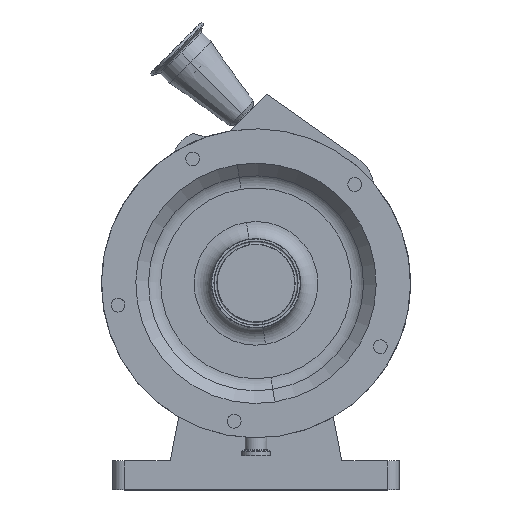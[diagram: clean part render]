
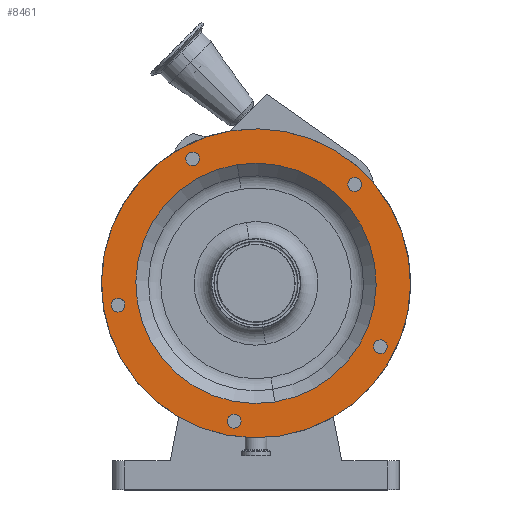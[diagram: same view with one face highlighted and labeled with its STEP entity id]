
A CAD part, top view. The second image highlights one B-rep face of the part: STEP entity #8461.
In plain terms, the highlighted planar face has unit normal (0, 0, 1).
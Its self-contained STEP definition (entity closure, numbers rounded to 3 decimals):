
#1184 = CARTESIAN_POINT ( 'NONE',  ( -50.041, 111.427, 200. ) ) ;
#1240 = CIRCLE ( 'NONE', #1283, 6. ) ;
#1247 = CARTESIAN_POINT ( 'NONE',  ( -13.159, -121.437, 200. ) ) ;
#1253 = CARTESIAN_POINT ( 'NONE',  ( 111.427, -50.041, 200. ) ) ;
#1254 = CARTESIAN_POINT ( 'NONE',  ( -25.011, -119.559, 200. ) ) ;
#1267 = AXIS2_PLACEMENT_3D ( 'NONE', #1274, #1270, #1315 ) ;
#1268 = DIRECTION ( 'NONE',  ( 0.707, -0.707, 0. ) ) ;
#1269 = DIRECTION ( 'NONE',  ( 0., 0., 1. ) ) ;
#1270 = DIRECTION ( 'NONE',  ( 0., 0., 1. ) ) ;
#1273 = CARTESIAN_POINT ( 'NONE',  ( 86.267, 86.267, 200. ) ) ;
#1274 = CARTESIAN_POINT ( 'NONE',  ( 108.703, -55.387, 200. ) ) ;
#1275 = AXIS2_PLACEMENT_3D ( 'NONE', #1302, #1301, #1300 ) ;
#1283 = AXIS2_PLACEMENT_3D ( 'NONE', #1273, #1269, #1268 ) ;
#1285 = CIRCLE ( 'NONE', #1267, 6. ) ;
#1292 = DIRECTION ( 'NONE',  ( 0.891, 0.454, 0. ) ) ;
#1293 = DIRECTION ( 'NONE',  ( 0., 0., 1. ) ) ;
#1294 = CARTESIAN_POINT ( 'NONE',  ( -55.387, 108.703, 200. ) ) ;
#1295 = CIRCLE ( 'NONE', #1305, 6. ) ;
#1300 = DIRECTION ( 'NONE',  ( -0.988, 0.156, 0. ) ) ;
#1301 = DIRECTION ( 'NONE',  ( 0., 0., 1. ) ) ;
#1302 = CARTESIAN_POINT ( 'NONE',  ( -19.085, -120.498, 200. ) ) ;
#1305 = AXIS2_PLACEMENT_3D ( 'NONE', #1294, #1293, #1292 ) ;
#1311 = CIRCLE ( 'NONE', #1275, 6. ) ;
#1315 = DIRECTION ( 'NONE',  ( -0.454, -0.891, 0. ) ) ;
#1316 = CARTESIAN_POINT ( 'NONE',  ( 82.024, 90.51, 200. ) ) ;
#3005 = CARTESIAN_POINT ( 'NONE',  ( 105.979, -60.733, 200. ) ) ;
#3208 = CARTESIAN_POINT ( 'NONE',  ( -60.733, 105.979, 200. ) ) ;
#3238 = DIRECTION ( 'NONE',  ( -0.156, 0.988, 0. ) ) ;
#3240 = DIRECTION ( 'NONE',  ( 0., 0., 1. ) ) ;
#3282 = DIRECTION ( 'NONE',  ( -0.156, 0.988, 0. ) ) ;
#3283 = DIRECTION ( 'NONE',  ( 0., 0., 1. ) ) ;
#3284 = AXIS2_PLACEMENT_3D ( 'NONE', #3286, #3283, #3282 ) ;
#3285 = CIRCLE ( 'NONE', #3284, 135. ) ;
#3286 = CARTESIAN_POINT ( 'NONE',  ( 0., 0., 200. ) ) ;
#3288 = CARTESIAN_POINT ( 'NONE',  ( 21.119, -133.338, 200. ) ) ;
#3305 = CARTESIAN_POINT ( 'NONE',  ( -21.119, 133.338, 200. ) ) ;
#3328 = CARTESIAN_POINT ( 'NONE',  ( 90.51, 82.024, 200. ) ) ;
#3358 = AXIS2_PLACEMENT_3D ( 'NONE', #3364, #3240, #3238 ) ;
#3362 = CIRCLE ( 'NONE', #3358, 6. ) ;
#3364 = CARTESIAN_POINT ( 'NONE',  ( -120.498, -19.085, 200. ) ) ;
#3391 = CARTESIAN_POINT ( 'NONE',  ( -119.559, -25.011, 200. ) ) ;
#3416 = CARTESIAN_POINT ( 'NONE',  ( -121.437, -13.159, 200. ) ) ;
#3427 = CARTESIAN_POINT ( 'NONE',  ( -16.426, 103.707, 200. ) ) ;
#3443 = AXIS2_PLACEMENT_3D ( 'NONE', #3458, #3460, #3453 ) ;
#3447 = CARTESIAN_POINT ( 'NONE',  ( 16.426, -103.707, 200. ) ) ;
#3453 = DIRECTION ( 'NONE',  ( -0.156, 0.988, 0. ) ) ;
#3455 = CIRCLE ( 'NONE', #3443, 105. ) ;
#3458 = CARTESIAN_POINT ( 'NONE',  ( 0., 0., 200. ) ) ;
#3460 = DIRECTION ( 'NONE',  ( 0., 0., 1. ) ) ;
#4036 = CIRCLE ( 'NONE', #4051, 6. ) ;
#4051 = AXIS2_PLACEMENT_3D ( 'NONE', #4058, #4198, #4197 ) ;
#4058 = CARTESIAN_POINT ( 'NONE',  ( -19.085, -120.498, 200. ) ) ;
#4197 = DIRECTION ( 'NONE',  ( -0.988, 0.156, 0. ) ) ;
#4198 = DIRECTION ( 'NONE',  ( 0., 0., 1. ) ) ;
#4293 = FACE_BOUND ( 'NONE', #8268, .T. ) ;
#4375 = FACE_BOUND ( 'NONE', #8483, .T. ) ;
#4398 = CIRCLE ( 'NONE', #4436, 105. ) ;
#4405 = DIRECTION ( 'NONE',  ( 0., 0., 1. ) ) ;
#4412 = CIRCLE ( 'NONE', #4419, 6. ) ;
#4418 = CARTESIAN_POINT ( 'NONE',  ( -55.387, 108.703, 200. ) ) ;
#4419 = AXIS2_PLACEMENT_3D ( 'NONE', #4418, #4427, #4426 ) ;
#4422 = DIRECTION ( 'NONE',  ( -0.156, 0.988, 0. ) ) ;
#4423 = DIRECTION ( 'NONE',  ( 0., 0., 1. ) ) ;
#4424 = CARTESIAN_POINT ( 'NONE',  ( -120.498, -19.085, 200. ) ) ;
#4426 = DIRECTION ( 'NONE',  ( 0.891, 0.454, 0. ) ) ;
#4427 = DIRECTION ( 'NONE',  ( 0., 0., 1. ) ) ;
#4431 = DIRECTION ( 'NONE',  ( -0.156, 0.988, 0. ) ) ;
#4433 = CARTESIAN_POINT ( 'NONE',  ( 0., 0., 200. ) ) ;
#4436 = AXIS2_PLACEMENT_3D ( 'NONE', #4433, #4405, #4431 ) ;
#4437 = FACE_BOUND ( 'NONE', #8477, .T. ) ;
#4442 = CIRCLE ( 'NONE', #4451, 6. ) ;
#4446 = FACE_OUTER_BOUND ( 'NONE', #8263, .T. ) ;
#4448 = FACE_BOUND ( 'NONE', #8241, .T. ) ;
#4451 = AXIS2_PLACEMENT_3D ( 'NONE', #4424, #4423, #4422 ) ;
#4499 = FACE_BOUND ( 'NONE', #8446, .T. ) ;
#4531 = FACE_BOUND ( 'NONE', #8255, .T. ) ;
#4544 = DIRECTION ( 'NONE',  ( 0.156, -0.988, 0. ) ) ;
#4570 = PLANE ( 'NONE',  #4581 ) ;
#4578 = DIRECTION ( 'NONE',  ( 0., 0., -1. ) ) ;
#4580 = CARTESIAN_POINT ( 'NONE',  ( -38.52, -6.101, 200. ) ) ;
#4581 = AXIS2_PLACEMENT_3D ( 'NONE', #4580, #4578, #4544 ) ;
#4584 = AXIS2_PLACEMENT_3D ( 'NONE', #4616, #4600, #4597 ) ;
#4589 = DIRECTION ( 'NONE',  ( -0.454, -0.891, 0. ) ) ;
#4590 = DIRECTION ( 'NONE',  ( 0., 0., 1. ) ) ;
#4597 = DIRECTION ( 'NONE',  ( 0.707, -0.707, 0. ) ) ;
#4600 = DIRECTION ( 'NONE',  ( 0., 0., 1. ) ) ;
#4604 = AXIS2_PLACEMENT_3D ( 'NONE', #4619, #4618, #4617 ) ;
#4616 = CARTESIAN_POINT ( 'NONE',  ( 86.267, 86.267, 200. ) ) ;
#4617 = DIRECTION ( 'NONE',  ( -0.156, 0.988, 0. ) ) ;
#4618 = DIRECTION ( 'NONE',  ( 0., 0., 1. ) ) ;
#4619 = CARTESIAN_POINT ( 'NONE',  ( 0., 0., 200. ) ) ;
#4621 = CIRCLE ( 'NONE', #4635, 6. ) ;
#4631 = CIRCLE ( 'NONE', #4584, 6. ) ;
#4633 = CIRCLE ( 'NONE', #4604, 135. ) ;
#4634 = CARTESIAN_POINT ( 'NONE',  ( 108.703, -55.387, 200. ) ) ;
#4635 = AXIS2_PLACEMENT_3D ( 'NONE', #4634, #4590, #4589 ) ;
#8241 = EDGE_LOOP ( 'NONE', ( #8494, #8513 ) ) ;
#8252 = ORIENTED_EDGE ( 'NONE', *, *, #8665, .F. ) ;
#8255 = EDGE_LOOP ( 'NONE', ( #8445, #8252 ) ) ;
#8256 = ORIENTED_EDGE ( 'NONE', *, *, #8731, .F. ) ;
#8263 = EDGE_LOOP ( 'NONE', ( #8487, #8486 ) ) ;
#8268 = EDGE_LOOP ( 'NONE', ( #8481, #8489 ) ) ;
#8426 = EDGE_CURVE ( 'NONE', #8623, #8713, #4412, .T. ) ;
#8429 = EDGE_CURVE ( 'NONE', #8780, #8776, #4398, .T. ) ;
#8430 = EDGE_CURVE ( 'NONE', #8761, #8766, #4442, .T. ) ;
#8445 = ORIENTED_EDGE ( 'NONE', *, *, #8467, .F. ) ;
#8446 = EDGE_LOOP ( 'NONE', ( #8482, #8484 ) ) ;
#8459 = EDGE_CURVE ( 'NONE', #8650, #8655, #4036, .T. ) ;
#8461 = ADVANCED_FACE ( 'NONE', ( #4499, #4531, #4293, #4375, #4437, #4446, #4448 ), #4570, .F. ) ;
#8467 = EDGE_CURVE ( 'NONE', #8719, #8669, #4631, .T. ) ;
#8476 = EDGE_CURVE ( 'NONE', #8702, #8652, #4621, .T. ) ;
#8477 = EDGE_LOOP ( 'NONE', ( #8479, #8256 ) ) ;
#8478 = ORIENTED_EDGE ( 'NONE', *, *, #8677, .F. ) ;
#8479 = ORIENTED_EDGE ( 'NONE', *, *, #8430, .F. ) ;
#8480 = ORIENTED_EDGE ( 'NONE', *, *, #8459, .F. ) ;
#8481 = ORIENTED_EDGE ( 'NONE', *, *, #8476, .F. ) ;
#8482 = ORIENTED_EDGE ( 'NONE', *, *, #8426, .F. ) ;
#8483 = EDGE_LOOP ( 'NONE', ( #8480, #8478 ) ) ;
#8484 = ORIENTED_EDGE ( 'NONE', *, *, #8686, .F. ) ;
#8485 = EDGE_CURVE ( 'NONE', #8556, #8569, #4633, .T. ) ;
#8486 = ORIENTED_EDGE ( 'NONE', *, *, #8485, .T. ) ;
#8487 = ORIENTED_EDGE ( 'NONE', *, *, #8548, .T. ) ;
#8489 = ORIENTED_EDGE ( 'NONE', *, *, #8666, .F. ) ;
#8494 = ORIENTED_EDGE ( 'NONE', *, *, #8429, .F. ) ;
#8513 = ORIENTED_EDGE ( 'NONE', *, *, #8775, .F. ) ;
#8548 = EDGE_CURVE ( 'NONE', #8569, #8556, #3285, .T. ) ;
#8556 = VERTEX_POINT ( 'NONE', #3288 ) ;
#8569 = VERTEX_POINT ( 'NONE', #3305 ) ;
#8623 = VERTEX_POINT ( 'NONE', #1184 ) ;
#8650 = VERTEX_POINT ( 'NONE', #1254 ) ;
#8652 = VERTEX_POINT ( 'NONE', #1253 ) ;
#8655 = VERTEX_POINT ( 'NONE', #1247 ) ;
#8665 = EDGE_CURVE ( 'NONE', #8669, #8719, #1240, .T. ) ;
#8666 = EDGE_CURVE ( 'NONE', #8652, #8702, #1285, .T. ) ;
#8669 = VERTEX_POINT ( 'NONE', #1316 ) ;
#8677 = EDGE_CURVE ( 'NONE', #8655, #8650, #1311, .T. ) ;
#8686 = EDGE_CURVE ( 'NONE', #8713, #8623, #1295, .T. ) ;
#8702 = VERTEX_POINT ( 'NONE', #3005 ) ;
#8713 = VERTEX_POINT ( 'NONE', #3208 ) ;
#8719 = VERTEX_POINT ( 'NONE', #3328 ) ;
#8731 = EDGE_CURVE ( 'NONE', #8766, #8761, #3362, .T. ) ;
#8761 = VERTEX_POINT ( 'NONE', #3416 ) ;
#8766 = VERTEX_POINT ( 'NONE', #3391 ) ;
#8775 = EDGE_CURVE ( 'NONE', #8776, #8780, #3455, .T. ) ;
#8776 = VERTEX_POINT ( 'NONE', #3447 ) ;
#8780 = VERTEX_POINT ( 'NONE', #3427 ) ;
